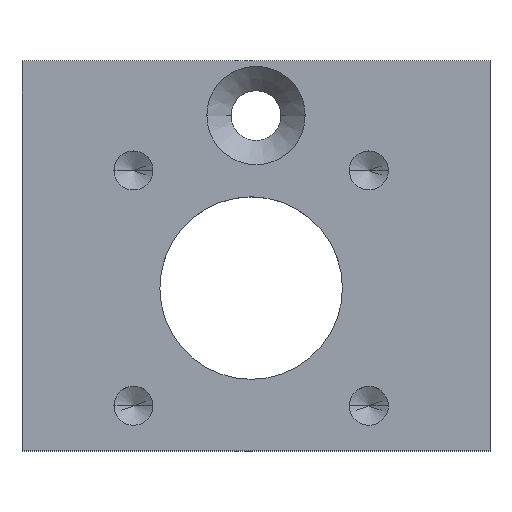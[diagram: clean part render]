
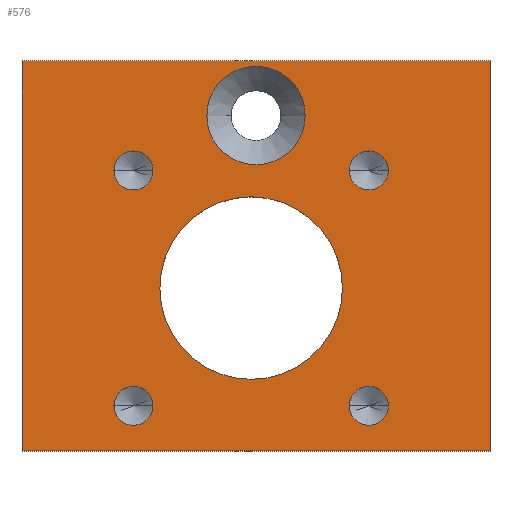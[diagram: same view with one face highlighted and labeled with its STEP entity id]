
A CAD part, top view. The second image highlights one B-rep face of the part: STEP entity #576.
In plain terms, the highlighted planar face has unit normal (0, 0, 1).
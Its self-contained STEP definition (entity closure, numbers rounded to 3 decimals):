
#1 = DIRECTION ( 'NONE',  ( 0., 0., 1. ) ) ;
#3 = EDGE_LOOP ( 'NONE', ( #651, #167 ) ) ;
#6 = DIRECTION ( 'NONE',  ( 1., 0., 0. ) ) ;
#10 = CARTESIAN_POINT ( 'NONE',  ( -9.106, -9.606, 6. ) ) ;
#18 = CARTESIAN_POINT ( 'NONE',  ( 0., 0., 6. ) ) ;
#37 = CIRCLE ( 'NONE', #365, 5.851 ) ;
#41 = VERTEX_POINT ( 'NONE', #793 ) ;
#44 = DIRECTION ( 'NONE',  ( 1., 0., 0. ) ) ;
#46 = VERTEX_POINT ( 'NONE', #438 ) ;
#50 = VERTEX_POINT ( 'NONE', #632 ) ;
#62 = AXIS2_PLACEMENT_3D ( 'NONE', #139, #643, #357 ) ;
#63 = VERTEX_POINT ( 'NONE', #571 ) ;
#75 = DIRECTION ( 'NONE',  ( 0., 0., 1. ) ) ;
#78 = FACE_BOUND ( 'NONE', #212, .T. ) ;
#87 = FACE_BOUND ( 'NONE', #110, .T. ) ;
#89 = ORIENTED_EDGE ( 'NONE', *, *, #612, .F. ) ;
#103 = VERTEX_POINT ( 'NONE', #596 ) ;
#104 = CARTESIAN_POINT ( 'NONE',  ( -7.856, -9.606, 6. ) ) ;
#107 = DIRECTION ( 'NONE',  ( 1., 0., 0. ) ) ;
#110 = EDGE_LOOP ( 'NONE', ( #514, #223 ) ) ;
#112 = AXIS2_PLACEMENT_3D ( 'NONE', #562, #646, #861 ) ;
#114 = CIRCLE ( 'NONE', #624, 1.25 ) ;
#139 = CARTESIAN_POINT ( 'NONE',  ( -7.856, 5.482, 6. ) ) ;
#144 = DIRECTION ( 'NONE',  ( 1., 0., 0. ) ) ;
#145 = AXIS2_PLACEMENT_3D ( 'NONE', #192, #466, #107 ) ;
#149 = CARTESIAN_POINT ( 'NONE',  ( 15., -12.5, 6. ) ) ;
#156 = DIRECTION ( 'NONE',  ( 0., 0., 1. ) ) ;
#167 = ORIENTED_EDGE ( 'NONE', *, *, #443, .F. ) ;
#169 = FACE_BOUND ( 'NONE', #3, .T. ) ;
#172 = DIRECTION ( 'NONE',  ( 1., 0., 0. ) ) ;
#174 = CARTESIAN_POINT ( 'NONE',  ( 8.481, 5.482, 6. ) ) ;
#181 = CARTESIAN_POINT ( 'NONE',  ( 5.539, -2.062, 6. ) ) ;
#188 = ORIENTED_EDGE ( 'NONE', *, *, #877, .F. ) ;
#189 = AXIS2_PLACEMENT_3D ( 'NONE', #421, #75, #6 ) ;
#192 = CARTESIAN_POINT ( 'NONE',  ( 0., 9., 6. ) ) ;
#197 = EDGE_CURVE ( 'NONE', #580, #396, #592, .T. ) ;
#205 = AXIS2_PLACEMENT_3D ( 'NONE', #104, #474, #761 ) ;
#208 = LINE ( 'NONE', #864, #319 ) ;
#212 = EDGE_LOOP ( 'NONE', ( #188, #89 ) ) ;
#223 = ORIENTED_EDGE ( 'NONE', *, *, #892, .F. ) ;
#245 = ORIENTED_EDGE ( 'NONE', *, *, #417, .T. ) ;
#249 = VERTEX_POINT ( 'NONE', #409 ) ;
#264 = CARTESIAN_POINT ( 'NONE',  ( -0.312, -2.062, 6. ) ) ;
#273 = LINE ( 'NONE', #854, #914 ) ;
#274 = AXIS2_PLACEMENT_3D ( 'NONE', #284, #351, #144 ) ;
#284 = CARTESIAN_POINT ( 'NONE',  ( -7.856, 5.482, 6. ) ) ;
#286 = EDGE_CURVE ( 'NONE', #50, #46, #637, .T. ) ;
#290 = ORIENTED_EDGE ( 'NONE', *, *, #725, .T. ) ;
#298 = FACE_BOUND ( 'NONE', #829, .T. ) ;
#301 = DIRECTION ( 'NONE',  ( 0., 0., 1. ) ) ;
#310 = ORIENTED_EDGE ( 'NONE', *, *, #362, .F. ) ;
#313 = EDGE_CURVE ( 'NONE', #396, #580, #37, .T. ) ;
#316 = DIRECTION ( 'NONE',  ( 1., 0., 0. ) ) ;
#317 = AXIS2_PLACEMENT_3D ( 'NONE', #815, #156, #737 ) ;
#319 = VECTOR ( 'NONE', #494, 1000. ) ;
#324 = CARTESIAN_POINT ( 'NONE',  ( -6.164, -2.062, 6. ) ) ;
#328 = DIRECTION ( 'NONE',  ( 0., 0., 1. ) ) ;
#333 = DIRECTION ( 'NONE',  ( 1., 0., 0. ) ) ;
#335 = AXIS2_PLACEMENT_3D ( 'NONE', #900, #328, #316 ) ;
#342 = VERTEX_POINT ( 'NONE', #621 ) ;
#348 = ORIENTED_EDGE ( 'NONE', *, *, #286, .F. ) ;
#351 = DIRECTION ( 'NONE',  ( 0., 0., 1. ) ) ;
#357 = DIRECTION ( 'NONE',  ( 1., 0., 0. ) ) ;
#359 = VERTEX_POINT ( 'NONE', #779 ) ;
#362 = EDGE_CURVE ( 'NONE', #449, #493, #441, .T. ) ;
#365 = AXIS2_PLACEMENT_3D ( 'NONE', #264, #542, #333 ) ;
#376 = FACE_OUTER_BOUND ( 'NONE', #581, .T. ) ;
#387 = DIRECTION ( 'NONE',  ( 0., 0., 1. ) ) ;
#396 = VERTEX_POINT ( 'NONE', #324 ) ;
#399 = EDGE_CURVE ( 'NONE', #249, #729, #751, .T. ) ;
#407 = EDGE_CURVE ( 'NONE', #103, #359, #273, .T. ) ;
#409 = CARTESIAN_POINT ( 'NONE',  ( -6.606, 5.482, 6. ) ) ;
#411 = LINE ( 'NONE', #899, #427 ) ;
#413 = EDGE_CURVE ( 'NONE', #46, #50, #927, .T. ) ;
#417 = EDGE_CURVE ( 'NONE', #342, #103, #208, .T. ) ;
#419 = CARTESIAN_POINT ( 'NONE',  ( 7.231, -9.606, 6. ) ) ;
#421 = CARTESIAN_POINT ( 'NONE',  ( 7.231, 5.482, 6. ) ) ;
#423 = EDGE_CURVE ( 'NONE', #648, #41, #688, .T. ) ;
#427 = VECTOR ( 'NONE', #534, 1000. ) ;
#430 = DIRECTION ( 'NONE',  ( 0., 1., 0. ) ) ;
#431 = EDGE_CURVE ( 'NONE', #493, #449, #833, .T. ) ;
#433 = ORIENTED_EDGE ( 'NONE', *, *, #652, .T. ) ;
#434 = CARTESIAN_POINT ( 'NONE',  ( -6.606, -9.606, 6. ) ) ;
#438 = CARTESIAN_POINT ( 'NONE',  ( -3.15, 9., 6. ) ) ;
#441 = CIRCLE ( 'NONE', #335, 1.25 ) ;
#443 = EDGE_CURVE ( 'NONE', #729, #249, #845, .T. ) ;
#445 = EDGE_LOOP ( 'NONE', ( #348, #755 ) ) ;
#449 = VERTEX_POINT ( 'NONE', #711 ) ;
#455 = AXIS2_PLACEMENT_3D ( 'NONE', #18, #301, #824 ) ;
#466 = DIRECTION ( 'NONE',  ( 0., 0., 1. ) ) ;
#474 = DIRECTION ( 'NONE',  ( 0., 0., 1. ) ) ;
#481 = CARTESIAN_POINT ( 'NONE',  ( -7.856, -9.606, 6. ) ) ;
#484 = CARTESIAN_POINT ( 'NONE',  ( -9.106, 5.482, 6. ) ) ;
#493 = VERTEX_POINT ( 'NONE', #573 ) ;
#494 = DIRECTION ( 'NONE',  ( 0., -1., 0. ) ) ;
#514 = ORIENTED_EDGE ( 'NONE', *, *, #423, .F. ) ;
#517 = ORIENTED_EDGE ( 'NONE', *, *, #197, .F. ) ;
#534 = DIRECTION ( 'NONE',  ( -1., 0., 0. ) ) ;
#542 = DIRECTION ( 'NONE',  ( 0., 0., 1. ) ) ;
#562 = CARTESIAN_POINT ( 'NONE',  ( 0., 9., 6. ) ) ;
#571 = CARTESIAN_POINT ( 'NONE',  ( 15., 12.5, 6. ) ) ;
#573 = CARTESIAN_POINT ( 'NONE',  ( 5.981, -9.606, 6. ) ) ;
#574 = AXIS2_PLACEMENT_3D ( 'NONE', #830, #387, #172 ) ;
#576 = ADVANCED_FACE ( 'NONE', ( #727, #169, #87, #298, #78, #816, #376 ), #665, .T. ) ;
#580 = VERTEX_POINT ( 'NONE', #181 ) ;
#581 = EDGE_LOOP ( 'NONE', ( #245, #893, #290, #433 ) ) ;
#592 = CIRCLE ( 'NONE', #317, 5.851 ) ;
#593 = ORIENTED_EDGE ( 'NONE', *, *, #313, .F. ) ;
#596 = CARTESIAN_POINT ( 'NONE',  ( -15., -12.5, 6. ) ) ;
#600 = DIRECTION ( 'NONE',  ( 0., 0., 1. ) ) ;
#610 = CIRCLE ( 'NONE', #205, 1.25 ) ;
#612 = EDGE_CURVE ( 'NONE', #801, #851, #114, .T. ) ;
#621 = CARTESIAN_POINT ( 'NONE',  ( -15., 12.5, 6. ) ) ;
#624 = AXIS2_PLACEMENT_3D ( 'NONE', #481, #600, #44 ) ;
#632 = CARTESIAN_POINT ( 'NONE',  ( 3.15, 9., 6. ) ) ;
#637 = CIRCLE ( 'NONE', #145, 3.15 ) ;
#643 = DIRECTION ( 'NONE',  ( 0., 0., 1. ) ) ;
#646 = DIRECTION ( 'NONE',  ( 0., 0., 1. ) ) ;
#648 = VERTEX_POINT ( 'NONE', #174 ) ;
#651 = ORIENTED_EDGE ( 'NONE', *, *, #399, .F. ) ;
#652 = EDGE_CURVE ( 'NONE', #63, #342, #411, .T. ) ;
#655 = VECTOR ( 'NONE', #430, 1000. ) ;
#665 = PLANE ( 'NONE',  #455 ) ;
#688 = CIRCLE ( 'NONE', #189, 1.25 ) ;
#711 = CARTESIAN_POINT ( 'NONE',  ( 8.481, -9.606, 6. ) ) ;
#718 = AXIS2_PLACEMENT_3D ( 'NONE', #419, #1, #932 ) ;
#720 = CIRCLE ( 'NONE', #574, 1.25 ) ;
#725 = EDGE_CURVE ( 'NONE', #359, #63, #863, .T. ) ;
#727 = FACE_BOUND ( 'NONE', #445, .T. ) ;
#729 = VERTEX_POINT ( 'NONE', #484 ) ;
#737 = DIRECTION ( 'NONE',  ( 1., 0., 0. ) ) ;
#751 = CIRCLE ( 'NONE', #62, 1.25 ) ;
#755 = ORIENTED_EDGE ( 'NONE', *, *, #413, .F. ) ;
#761 = DIRECTION ( 'NONE',  ( 1., 0., 0. ) ) ;
#779 = CARTESIAN_POINT ( 'NONE',  ( 15., -12.5, 6. ) ) ;
#792 = DIRECTION ( 'NONE',  ( 1., 0., 0. ) ) ;
#793 = CARTESIAN_POINT ( 'NONE',  ( 5.981, 5.482, 6. ) ) ;
#801 = VERTEX_POINT ( 'NONE', #10 ) ;
#815 = CARTESIAN_POINT ( 'NONE',  ( -0.312, -2.062, 6. ) ) ;
#816 = FACE_BOUND ( 'NONE', #822, .T. ) ;
#822 = EDGE_LOOP ( 'NONE', ( #517, #593 ) ) ;
#824 = DIRECTION ( 'NONE',  ( 1., 0., 0. ) ) ;
#829 = EDGE_LOOP ( 'NONE', ( #310, #917 ) ) ;
#830 = CARTESIAN_POINT ( 'NONE',  ( 7.231, 5.482, 6. ) ) ;
#833 = CIRCLE ( 'NONE', #718, 1.25 ) ;
#845 = CIRCLE ( 'NONE', #274, 1.25 ) ;
#851 = VERTEX_POINT ( 'NONE', #434 ) ;
#854 = CARTESIAN_POINT ( 'NONE',  ( 15., -12.5, 6. ) ) ;
#861 = DIRECTION ( 'NONE',  ( 1., 0., 0. ) ) ;
#863 = LINE ( 'NONE', #149, #655 ) ;
#864 = CARTESIAN_POINT ( 'NONE',  ( -15., -12.5, 6. ) ) ;
#877 = EDGE_CURVE ( 'NONE', #851, #801, #610, .T. ) ;
#892 = EDGE_CURVE ( 'NONE', #41, #648, #720, .T. ) ;
#893 = ORIENTED_EDGE ( 'NONE', *, *, #407, .T. ) ;
#899 = CARTESIAN_POINT ( 'NONE',  ( 15., 12.5, 6. ) ) ;
#900 = CARTESIAN_POINT ( 'NONE',  ( 7.231, -9.606, 6. ) ) ;
#914 = VECTOR ( 'NONE', #792, 1000. ) ;
#917 = ORIENTED_EDGE ( 'NONE', *, *, #431, .F. ) ;
#927 = CIRCLE ( 'NONE', #112, 3.15 ) ;
#932 = DIRECTION ( 'NONE',  ( 1., 0., 0. ) ) ;
